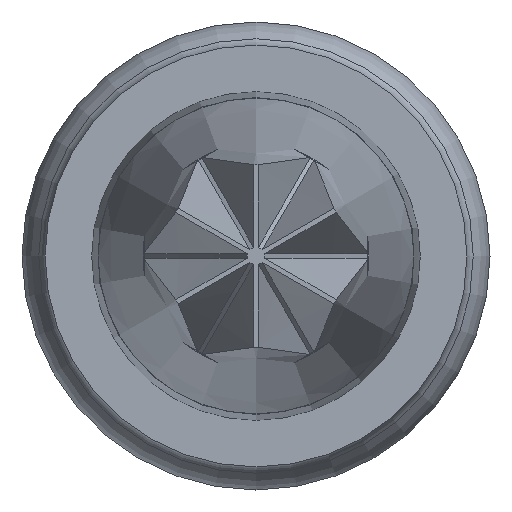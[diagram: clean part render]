
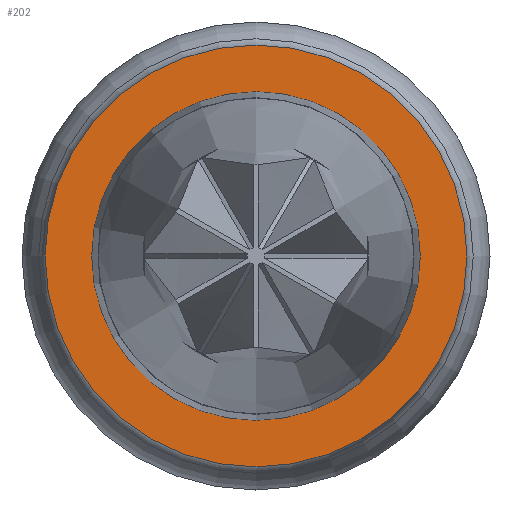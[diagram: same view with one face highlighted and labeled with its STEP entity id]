
A CAD part, left-side view. The second image highlights one B-rep face of the part: STEP entity #202.
In plain terms, the highlighted planar face has unit normal (-1, 0, 0).
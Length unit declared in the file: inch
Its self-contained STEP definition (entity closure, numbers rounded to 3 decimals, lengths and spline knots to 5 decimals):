
#192 = VERTEX_POINT ( 'NONE', #1486 ) ;
#195 = DIRECTION ( 'NONE',  ( 0., 0., -1. ) ) ;
#202 = ADVANCED_FACE ( 'NONE', ( #1057, #932 ), #453, .F. ) ;
#220 = DIRECTION ( 'NONE',  ( 0., 0., -1. ) ) ;
#279 = ORIENTED_EDGE ( 'NONE', *, *, #576, .T. ) ;
#286 = EDGE_LOOP ( 'NONE', ( #975 ) ) ;
#290 = DIRECTION ( 'NONE',  ( 1., 0., 0. ) ) ;
#320 = EDGE_LOOP ( 'NONE', ( #279 ) ) ;
#372 = CIRCLE ( 'NONE', #1494, 0.01889 ) ;
#453 = PLANE ( 'NONE',  #605 ) ;
#481 = CIRCLE ( 'NONE', #1198, 0.02425 ) ;
#529 = VERTEX_POINT ( 'NONE', #1268 ) ;
#576 = EDGE_CURVE ( 'NONE', #529, #529, #372, .T. ) ;
#605 = AXIS2_PLACEMENT_3D ( 'NONE', #1544, #606, #220 ) ;
#606 = DIRECTION ( 'NONE',  ( 1., 0., 0. ) ) ;
#699 = DIRECTION ( 'NONE',  ( 1., 0., 0. ) ) ;
#706 = CARTESIAN_POINT ( 'NONE',  ( 0., 0., 0. ) ) ;
#932 = FACE_OUTER_BOUND ( 'NONE', #286, .T. ) ;
#975 = ORIENTED_EDGE ( 'NONE', *, *, #1090, .F. ) ;
#1054 = DIRECTION ( 'NONE',  ( 0., 0., -1. ) ) ;
#1057 = FACE_BOUND ( 'NONE', #320, .T. ) ;
#1090 = EDGE_CURVE ( 'NONE', #192, #192, #481, .T. ) ;
#1198 = AXIS2_PLACEMENT_3D ( 'NONE', #706, #699, #1054 ) ;
#1268 = CARTESIAN_POINT ( 'NONE',  ( 0., 0., -0.01889 ) ) ;
#1486 = CARTESIAN_POINT ( 'NONE',  ( 0., 0., -0.02425 ) ) ;
#1494 = AXIS2_PLACEMENT_3D ( 'NONE', #1515, #290, #195 ) ;
#1515 = CARTESIAN_POINT ( 'NONE',  ( 0., 0., 0. ) ) ;
#1544 = CARTESIAN_POINT ( 'NONE',  ( 0., 0.02725, 0. ) ) ;
